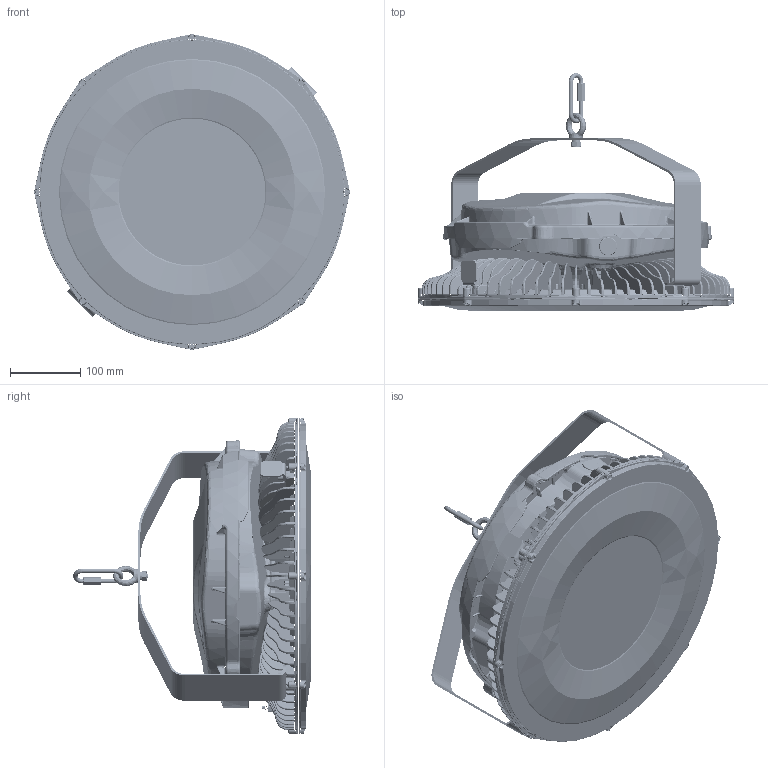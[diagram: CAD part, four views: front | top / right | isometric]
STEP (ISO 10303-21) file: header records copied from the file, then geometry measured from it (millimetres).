
FILE_DESCRIPTION((''),'2;1');
FILE_NAME('8M4MX2XDHNNGN_SW0001','2019-05-22T',('gatsonnb'),(''),'PRO/ENGINEER BY PARAMETRIC TECHNOLOGY CORPORATION, 2014000','PRO/ENGINEER BY PARAMETRIC TECHNOLOGY CORPORATION, 2014000','');
FILE_SCHEMA(('CONFIG_CONTROL_DESIGN'));
Length unit declared in the file: inch
Products named in the file (1): 8M4MX2XDHNNGN_SW0001
Bounding box: 448.91 x 338.12 x 448.91 mm (x, y, z)
Surface area: 1658298 mm2 (no closed solid volume)
Topology: 0 solids, 147 shells, 5382 faces, 18084 edges, 12460 vertices
Faces by surface type: bspline 2287, plane 894, torus 841, cylinder 688, cone 618, revolution 37, sphere 17
Entity records: 378752 total; most frequent: CARTESIAN_POINT 252566, ORIENTED_EDGE 27604, DIRECTION 19436, EDGE_CURVE 18072, VERTEX_POINT 12460, B_SPLINE_CURVE_WITH_KNOTS 10129, AXIS2_PLACEMENT_3D 8361, EDGE_LOOP 5382
